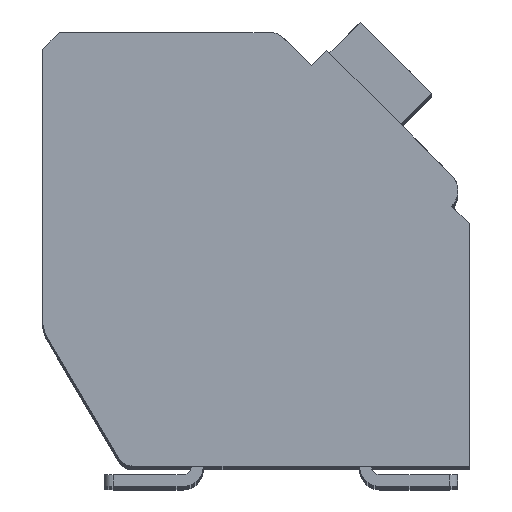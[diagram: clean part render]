
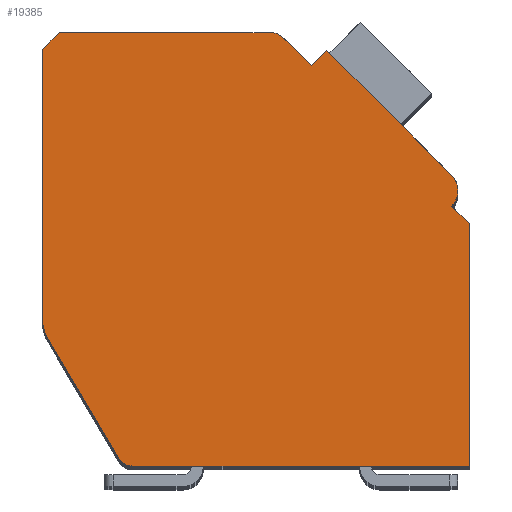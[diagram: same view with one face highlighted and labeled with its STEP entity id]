
A CAD part, top view. The second image highlights one B-rep face of the part: STEP entity #19385.
In plain terms, the highlighted planar face has unit normal (0, 0, 1).
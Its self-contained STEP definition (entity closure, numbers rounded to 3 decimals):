
#367=DIRECTION('',(0.,-1.,0.));
#368=VECTOR('',#367,8.053);
#369=CARTESIAN_POINT('',(-12.7,12.4,2.1));
#370=LINE('',#369,#368);
#371=DIRECTION('',(-0.707,-0.707,0.));
#372=VECTOR('',#371,0.707);
#373=CARTESIAN_POINT('',(-12.2,12.9,2.1));
#374=LINE('',#373,#372);
#375=DIRECTION('',(-1.,0.,0.));
#376=VECTOR('',#375,6.298);
#377=CARTESIAN_POINT('',(-5.902,12.9,2.1));
#378=LINE('',#377,#376);
#379=CARTESIAN_POINT('',(-5.902,12.4,2.1));
#380=DIRECTION('',(0.,0.,1.));
#381=DIRECTION('',(0.707,0.707,0.));
#382=AXIS2_PLACEMENT_3D('',#379,#380,#381);
#384=DIRECTION('',(-0.707,0.707,0.));
#385=VECTOR('',#384,1.197);
#386=CARTESIAN_POINT('',(-4.702,11.907,2.1));
#387=LINE('',#386,#385);
#388=DIRECTION('',(-0.707,-0.707,0.));
#389=VECTOR('',#388,0.65);
#390=CARTESIAN_POINT('',(-4.243,12.367,2.1));
#391=LINE('',#390,#389);
#392=DIRECTION('',(-0.707,0.707,0.));
#393=VECTOR('',#392,5.25);
#394=CARTESIAN_POINT('',(-0.53,8.655,2.1));
#395=LINE('',#394,#393);
#396=CARTESIAN_POINT('',(-0.99,8.195,2.1));
#397=DIRECTION('',(0.,0.,1.));
#398=DIRECTION('',(0.707,-0.707,0.));
#399=AXIS2_PLACEMENT_3D('',#396,#397,#398);
#401=DIRECTION('',(-0.707,0.707,0.));
#402=VECTOR('',#401,0.75);
#403=CARTESIAN_POINT('',(0.,7.205,2.1));
#404=LINE('',#403,#402);
#405=DIRECTION('',(0.,1.,0.));
#406=VECTOR('',#405,7.205);
#407=CARTESIAN_POINT('',(0.,0.,2.1));
#408=LINE('',#407,#406);
#409=DIRECTION('',(1.,0.,0.));
#410=VECTOR('',#409,10.014);
#411=CARTESIAN_POINT('',(-10.014,0.,2.1));
#412=LINE('',#411,#410);
#413=CARTESIAN_POINT('',(-10.014,0.5,2.1));
#414=DIRECTION('',(0.,0.,1.));
#415=DIRECTION('',(-0.862,-0.508,0.));
#416=AXIS2_PLACEMENT_3D('',#413,#414,#415);
#418=DIRECTION('',(0.508,-0.862,0.));
#419=VECTOR('',#418,4.17);
#420=CARTESIAN_POINT('',(-12.562,3.839,2.1));
#421=LINE('',#420,#419);
#422=CARTESIAN_POINT('',(-11.7,4.347,2.1));
#423=DIRECTION('',(0.,0.,1.));
#424=DIRECTION('',(-1.,0.,0.));
#425=AXIS2_PLACEMENT_3D('',#422,#423,#424);
#14586=CARTESIAN_POINT('',(-12.7,12.4,2.1));
#14587=CARTESIAN_POINT('',(-12.7,4.347,2.1));
#14588=VERTEX_POINT('',#14586);
#14589=VERTEX_POINT('',#14587);
#14590=CARTESIAN_POINT('',(-12.562,3.839,2.1));
#14591=VERTEX_POINT('',#14590);
#14592=CARTESIAN_POINT('',(-10.445,0.246,2.1));
#14593=VERTEX_POINT('',#14592);
#14594=CARTESIAN_POINT('',(-10.014,0.,2.1));
#14595=VERTEX_POINT('',#14594);
#14596=CARTESIAN_POINT('',(0.,0.,2.1));
#14597=VERTEX_POINT('',#14596);
#14598=CARTESIAN_POINT('',(0.,7.205,2.1));
#14599=VERTEX_POINT('',#14598);
#14600=CARTESIAN_POINT('',(-0.53,7.735,2.1));
#14601=VERTEX_POINT('',#14600);
#14602=CARTESIAN_POINT('',(-0.53,8.655,2.1));
#14603=VERTEX_POINT('',#14602);
#14604=CARTESIAN_POINT('',(-4.243,12.367,2.1));
#14605=VERTEX_POINT('',#14604);
#14606=CARTESIAN_POINT('',(-4.702,11.907,2.1));
#14607=VERTEX_POINT('',#14606);
#14608=CARTESIAN_POINT('',(-5.548,12.754,2.1));
#14609=VERTEX_POINT('',#14608);
#14610=CARTESIAN_POINT('',(-5.902,12.9,2.1));
#14611=VERTEX_POINT('',#14610);
#14612=CARTESIAN_POINT('',(-12.2,12.9,2.1));
#14613=VERTEX_POINT('',#14612);
#19352=CARTESIAN_POINT('',(0.,0.,2.1));
#19353=DIRECTION('',(0.,0.,1.));
#19354=DIRECTION('',(1.,0.,0.));
#19355=AXIS2_PLACEMENT_3D('',#19352,#19353,#19354);
#19356=PLANE('',#19355);
#19357=ORIENTED_EDGE('',*,*,#19016,.F.);
#19359=ORIENTED_EDGE('',*,*,#19358,.F.);
#19361=ORIENTED_EDGE('',*,*,#19360,.F.);
#19363=ORIENTED_EDGE('',*,*,#19362,.F.);
#19365=ORIENTED_EDGE('',*,*,#19364,.F.);
#19367=ORIENTED_EDGE('',*,*,#19366,.F.);
#19369=ORIENTED_EDGE('',*,*,#19368,.F.);
#19371=ORIENTED_EDGE('',*,*,#19370,.F.);
#19373=ORIENTED_EDGE('',*,*,#19372,.F.);
#19375=ORIENTED_EDGE('',*,*,#19374,.F.);
#19377=ORIENTED_EDGE('',*,*,#19376,.F.);
#19379=ORIENTED_EDGE('',*,*,#19378,.F.);
#19381=ORIENTED_EDGE('',*,*,#19380,.F.);
#19382=ORIENTED_EDGE('',*,*,#19150,.F.);
#19383=EDGE_LOOP('',(#19357,#19359,#19361,#19363,#19365,#19367,#19369,#19371,
#19373,#19375,#19377,#19379,#19381,#19382));
#19384=FACE_OUTER_BOUND('',#19383,.F.);
#383=CIRCLE('',#382,0.5);
#400=CIRCLE('',#399,0.65);
#417=CIRCLE('',#416,0.5);
#426=CIRCLE('',#425,1.);
#19016=EDGE_CURVE('',#14588,#14589,#370,.T.);
#19150=EDGE_CURVE('',#14589,#14591,#426,.T.);
#19358=EDGE_CURVE('',#14613,#14588,#374,.T.);
#19360=EDGE_CURVE('',#14611,#14613,#378,.T.);
#19362=EDGE_CURVE('',#14609,#14611,#383,.T.);
#19364=EDGE_CURVE('',#14607,#14609,#387,.T.);
#19366=EDGE_CURVE('',#14605,#14607,#391,.T.);
#19368=EDGE_CURVE('',#14603,#14605,#395,.T.);
#19370=EDGE_CURVE('',#14601,#14603,#400,.T.);
#19372=EDGE_CURVE('',#14599,#14601,#404,.T.);
#19374=EDGE_CURVE('',#14597,#14599,#408,.T.);
#19376=EDGE_CURVE('',#14595,#14597,#412,.T.);
#19378=EDGE_CURVE('',#14593,#14595,#417,.T.);
#19380=EDGE_CURVE('',#14591,#14593,#421,.T.);
#19385=ADVANCED_FACE('',(#19384),#19356,.T.);
